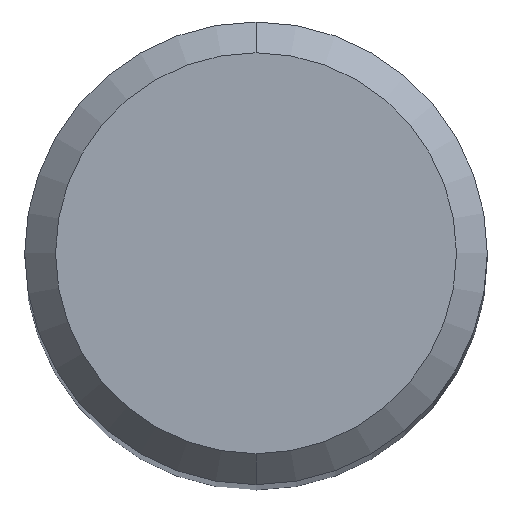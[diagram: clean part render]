
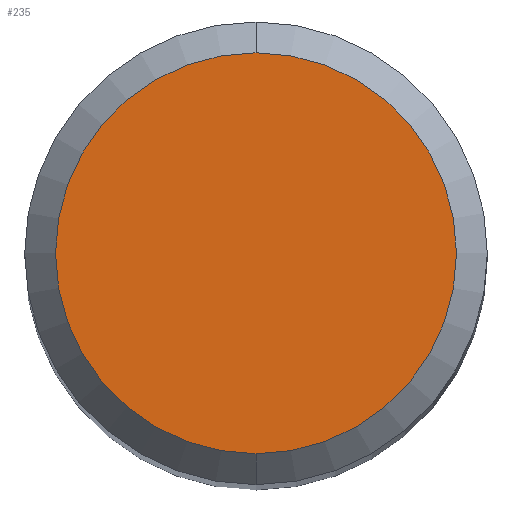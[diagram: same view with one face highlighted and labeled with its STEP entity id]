
A CAD part, top view. The second image highlights one B-rep face of the part: STEP entity #235.
In plain terms, the highlighted planar face has unit normal (0, 0, 1).
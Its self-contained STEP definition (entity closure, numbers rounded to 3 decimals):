
#139=VERTEX_POINT('',#361);
#147=EDGE_CURVE('',#139,#201,#371,.T.);
#201=VERTEX_POINT('',#431);
#235=ADVANCED_FACE('',(#471),#472,.T.);
#237=EDGE_CURVE('',#201,#139,#474,.T.);
#361=CARTESIAN_POINT('',(0.0,2.6,0.0));
#371=CIRCLE('',#611,2.6);
#431=CARTESIAN_POINT('',(0.,-2.6,0.0));
#471=FACE_OUTER_BOUND('',#743,.T.);
#472=PLANE('',#744);
#474=CIRCLE('',#747,2.6);
#611=AXIS2_PLACEMENT_3D('',#917,#918,#919);
#743=EDGE_LOOP('',(#1060,#1061));
#744=AXIS2_PLACEMENT_3D('',#1062,#1063,#1064);
#747=AXIS2_PLACEMENT_3D('',#1065,#1066,#1067);
#917=CARTESIAN_POINT('',(0.0,0.0,0.0));
#918=DIRECTION('',(0.0,0.0,-1.0));
#919=DIRECTION('',(0.0,1.0,0.0));
#1060=ORIENTED_EDGE('',*,*,#147,.F.);
#1061=ORIENTED_EDGE('',*,*,#237,.F.);
#1062=CARTESIAN_POINT('',(0.0,1.3,0.0));
#1063=DIRECTION('',(-0.0,0.0,1.0));
#1064=DIRECTION('',(0.0,-1.0,0.0));
#1065=CARTESIAN_POINT('',(0.0,0.0,0.0));
#1066=DIRECTION('',(0.0,0.0,-1.0));
#1067=DIRECTION('',(0.0,1.0,0.0));
